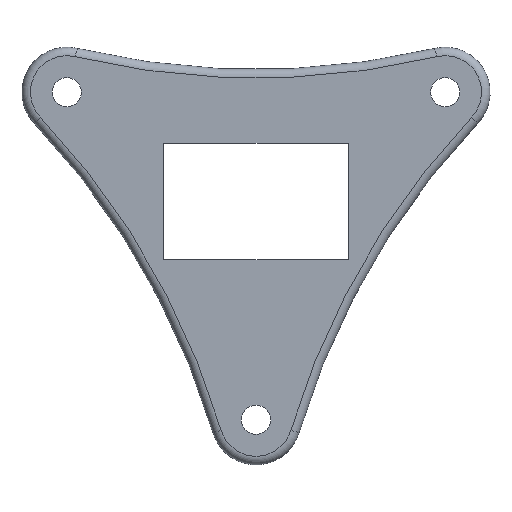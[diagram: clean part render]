
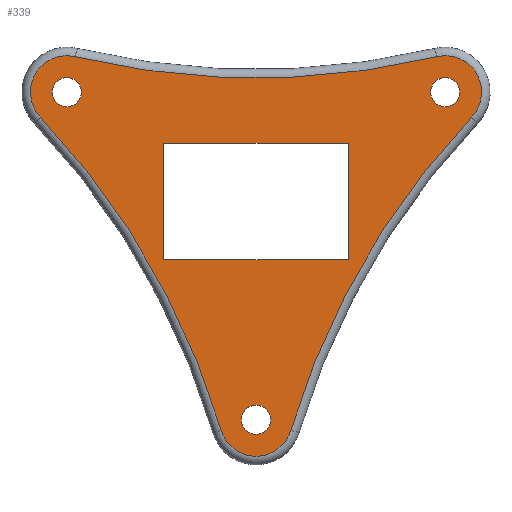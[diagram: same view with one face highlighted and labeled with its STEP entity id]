
A CAD part, top view. The second image highlights one B-rep face of the part: STEP entity #339.
In plain terms, the highlighted planar face has unit normal (0, 0, 1).
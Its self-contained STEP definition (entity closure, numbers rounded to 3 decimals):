
#97 = VERTEX_POINT('',#98);
#98 = CARTESIAN_POINT('',(-25.171,9.83,3.));
#107 = VERTEX_POINT('',#108);
#108 = CARTESIAN_POINT('',(-21.098,16.884,3.));
#115 = EDGE_CURVE('',#97,#107,#116,.T.);
#116 = CIRCLE('',#117,4.25);
#117 = AXIS2_PLACEMENT_3D('',#118,#119,#120);
#118 = CARTESIAN_POINT('',(-22.084,12.75,3.));
#119 = DIRECTION('',(-0.,0.,-1.));
#120 = DIRECTION('',(-0.727,-0.687,0.));
#269 = VERTEX_POINT('',#270);
#270 = CARTESIAN_POINT('',(21.098,16.884,3.));
#277 = EDGE_CURVE('',#107,#269,#278,.T.);
#278 = CIRCLE('',#279,91.);
#279 = AXIS2_PLACEMENT_3D('',#280,#281,#282);
#280 = CARTESIAN_POINT('',(0.,105.405,3.));
#281 = DIRECTION('',(0.,0.,1.));
#282 = DIRECTION('',(-0.232,-0.973,0.));
#318 = VERTEX_POINT('',#319);
#319 = CARTESIAN_POINT('',(-4.073,-26.714,3.));
#328 = EDGE_CURVE('',#318,#97,#329,.T.);
#329 = CIRCLE('',#330,91.);
#330 = AXIS2_PLACEMENT_3D('',#331,#332,#333);
#331 = CARTESIAN_POINT('',(-91.283,-52.702,3.));
#332 = DIRECTION('',(0.,-0.,1.));
#333 = DIRECTION('',(0.958,0.286,0.));
#339 = ADVANCED_FACE('',(#340,#370,#404,#415,#426),#437,.T.);
#340 = FACE_BOUND('',#341,.T.);
#341 = EDGE_LOOP('',(#342,#343,#352,#361,#368,#369));
#342 = ORIENTED_EDGE('',*,*,#328,.F.);
#343 = ORIENTED_EDGE('',*,*,#344,.F.);
#344 = EDGE_CURVE('',#345,#318,#347,.T.);
#345 = VERTEX_POINT('',#346);
#346 = CARTESIAN_POINT('',(4.073,-26.714,3.));
#347 = CIRCLE('',#348,4.25);
#348 = AXIS2_PLACEMENT_3D('',#349,#350,#351);
#349 = CARTESIAN_POINT('',(0.,-25.5,3.));
#350 = DIRECTION('',(0.,-0.,-1.));
#351 = DIRECTION('',(0.958,-0.286,0.));
#352 = ORIENTED_EDGE('',*,*,#353,.F.);
#353 = EDGE_CURVE('',#354,#345,#356,.T.);
#354 = VERTEX_POINT('',#355);
#355 = CARTESIAN_POINT('',(25.171,9.83,3.));
#356 = CIRCLE('',#357,91.);
#357 = AXIS2_PLACEMENT_3D('',#358,#359,#360);
#358 = CARTESIAN_POINT('',(91.283,-52.702,3.));
#359 = DIRECTION('',(0.,0.,1.));
#360 = DIRECTION('',(-0.727,0.687,0.));
#361 = ORIENTED_EDGE('',*,*,#362,.F.);
#362 = EDGE_CURVE('',#269,#354,#363,.T.);
#363 = CIRCLE('',#364,4.25);
#364 = AXIS2_PLACEMENT_3D('',#365,#366,#367);
#365 = CARTESIAN_POINT('',(22.084,12.75,3.));
#366 = DIRECTION('',(0.,0.,-1.));
#367 = DIRECTION('',(-0.232,0.973,0.));
#368 = ORIENTED_EDGE('',*,*,#277,.F.);
#369 = ORIENTED_EDGE('',*,*,#115,.F.);
#370 = FACE_BOUND('',#371,.T.);
#371 = EDGE_LOOP('',(#372,#382,#390,#398));
#372 = ORIENTED_EDGE('',*,*,#373,.T.);
#373 = EDGE_CURVE('',#374,#376,#378,.T.);
#374 = VERTEX_POINT('',#375);
#375 = CARTESIAN_POINT('',(-10.75,6.8,3.));
#376 = VERTEX_POINT('',#377);
#377 = CARTESIAN_POINT('',(10.75,6.8,3.));
#378 = LINE('',#379,#380);
#379 = CARTESIAN_POINT('',(-10.75,6.8,3.));
#380 = VECTOR('',#381,1.);
#381 = DIRECTION('',(1.,0.,0.));
#382 = ORIENTED_EDGE('',*,*,#383,.T.);
#383 = EDGE_CURVE('',#376,#384,#386,.T.);
#384 = VERTEX_POINT('',#385);
#385 = CARTESIAN_POINT('',(10.75,-6.8,3.));
#386 = LINE('',#387,#388);
#387 = CARTESIAN_POINT('',(10.75,6.8,3.));
#388 = VECTOR('',#389,1.);
#389 = DIRECTION('',(0.,-1.,0.));
#390 = ORIENTED_EDGE('',*,*,#391,.T.);
#391 = EDGE_CURVE('',#384,#392,#394,.T.);
#392 = VERTEX_POINT('',#393);
#393 = CARTESIAN_POINT('',(-10.75,-6.8,3.));
#394 = LINE('',#395,#396);
#395 = CARTESIAN_POINT('',(10.75,-6.8,3.));
#396 = VECTOR('',#397,1.);
#397 = DIRECTION('',(-1.,0.,0.));
#398 = ORIENTED_EDGE('',*,*,#399,.T.);
#399 = EDGE_CURVE('',#392,#374,#400,.T.);
#400 = LINE('',#401,#402);
#401 = CARTESIAN_POINT('',(-10.75,-6.8,3.));
#402 = VECTOR('',#403,1.);
#403 = DIRECTION('',(0.,1.,0.));
#404 = FACE_BOUND('',#405,.T.);
#405 = EDGE_LOOP('',(#406));
#406 = ORIENTED_EDGE('',*,*,#407,.F.);
#407 = EDGE_CURVE('',#408,#408,#410,.T.);
#408 = VERTEX_POINT('',#409);
#409 = CARTESIAN_POINT('',(1.7,-25.5,3.));
#410 = CIRCLE('',#411,1.7);
#411 = AXIS2_PLACEMENT_3D('',#412,#413,#414);
#412 = CARTESIAN_POINT('',(0.,-25.5,3.));
#413 = DIRECTION('',(0.,0.,1.));
#414 = DIRECTION('',(1.,0.,0.));
#415 = FACE_BOUND('',#416,.T.);
#416 = EDGE_LOOP('',(#417));
#417 = ORIENTED_EDGE('',*,*,#418,.F.);
#418 = EDGE_CURVE('',#419,#419,#421,.T.);
#419 = VERTEX_POINT('',#420);
#420 = CARTESIAN_POINT('',(23.784,12.75,3.));
#421 = CIRCLE('',#422,1.7);
#422 = AXIS2_PLACEMENT_3D('',#423,#424,#425);
#423 = CARTESIAN_POINT('',(22.084,12.75,3.));
#424 = DIRECTION('',(0.,0.,1.));
#425 = DIRECTION('',(1.,0.,0.));
#426 = FACE_BOUND('',#427,.T.);
#427 = EDGE_LOOP('',(#428));
#428 = ORIENTED_EDGE('',*,*,#429,.F.);
#429 = EDGE_CURVE('',#430,#430,#432,.T.);
#430 = VERTEX_POINT('',#431);
#431 = CARTESIAN_POINT('',(-20.384,12.75,3.));
#432 = CIRCLE('',#433,1.7);
#433 = AXIS2_PLACEMENT_3D('',#434,#435,#436);
#434 = CARTESIAN_POINT('',(-22.084,12.75,3.));
#435 = DIRECTION('',(0.,0.,1.));
#436 = DIRECTION('',(1.,0.,0.));
#437 = PLANE('',#438);
#438 = AXIS2_PLACEMENT_3D('',#439,#440,#441);
#439 = CARTESIAN_POINT('',(0.,0.,3.));
#440 = DIRECTION('',(0.,0.,1.));
#441 = DIRECTION('',(1.,0.,0.));
